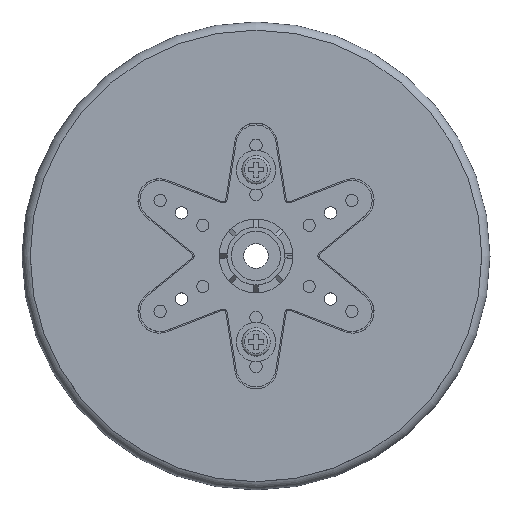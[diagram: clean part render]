
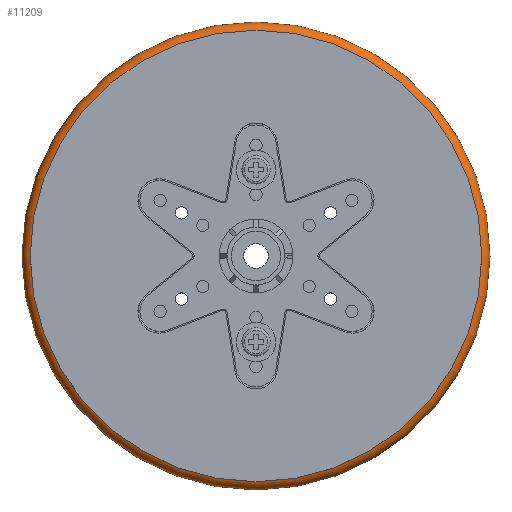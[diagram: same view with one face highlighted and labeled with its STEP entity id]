
A CAD part, top view. The second image highlights one B-rep face of the part: STEP entity #11209.
In plain terms, the highlighted toroidal (fillet/blend) face has major radius 27 mm and minor radius 1.5 mm.
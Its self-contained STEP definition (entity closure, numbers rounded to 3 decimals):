
#11209 = ADVANCED_FACE('',(#11210),#11214,.T.);
#11210 = FACE_BOUND('',#11211,.F.);
#11211 = VERTEX_LOOP('',#11212);
#11212 = VERTEX_POINT('',#11213);
#11213 = CARTESIAN_POINT('',(28.5,0.,0.));
#11214 = TOROIDAL_SURFACE('',#11215,27.,1.5);
#11215 = AXIS2_PLACEMENT_3D('',#11216,#11217,#11218);
#11216 = CARTESIAN_POINT('',(0.,0.,0.));
#11217 = DIRECTION('',(-0.,-0.,-1.));
#11218 = DIRECTION('',(1.,0.,0.));
